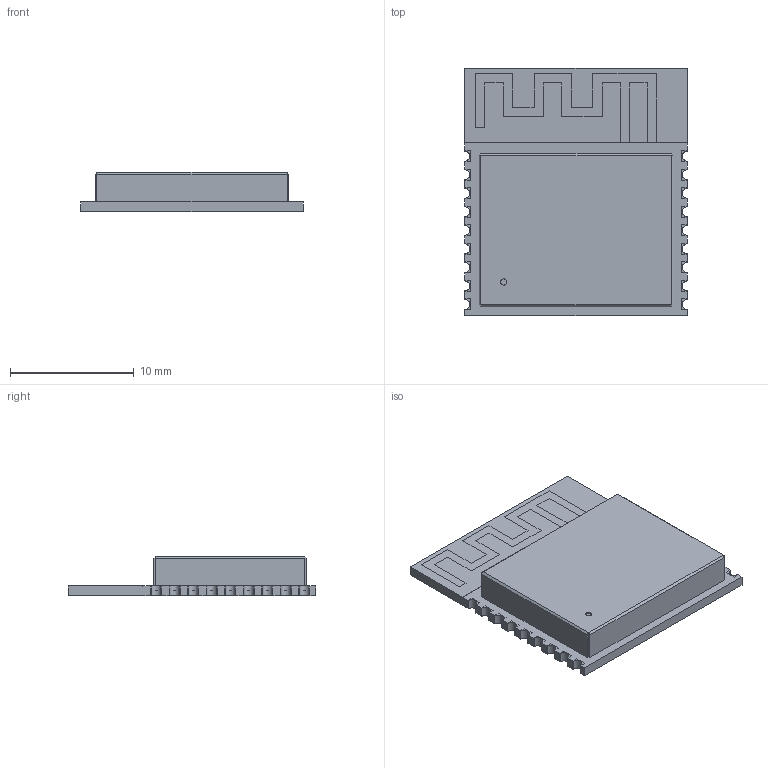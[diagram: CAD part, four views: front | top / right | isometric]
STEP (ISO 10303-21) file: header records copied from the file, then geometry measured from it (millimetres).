
FILE_DESCRIPTION (( 'STEP AP214' ), '1' );
FILE_NAME ('ESP32-C3-WROOM-02-H4.STEP', '2022-04-07T06:51:58', ( '' ), ( '' ), 'SwSTEP 2.0', 'SolidWorks 2018', '' );
FILE_SCHEMA (( 'AUTOMOTIVE_DESIGN' ));
Length unit declared in the file: millimetre
Products named in the file (1): ESP32-C3-WROOM-02-H4
Bounding box: 18 x 20 x 3.2 mm (x, y, z)
Volume: 331.7 mm3; surface area: 1582.8 mm2
Topology: 30 solids, 30 shells, 509 faces, 1305 edges, 866 vertices
Faces by surface type: plane 480, cylinder 29
Entity records: 19048 total; most frequent: CARTESIAN_POINT 2681, ORIENTED_EDGE 2610, DIRECTION 2383, EDGE_CURVE 1305, LINE 1247, VECTOR 1247, VERTEX_POINT 866, AXIS2_PLACEMENT_3D 568
